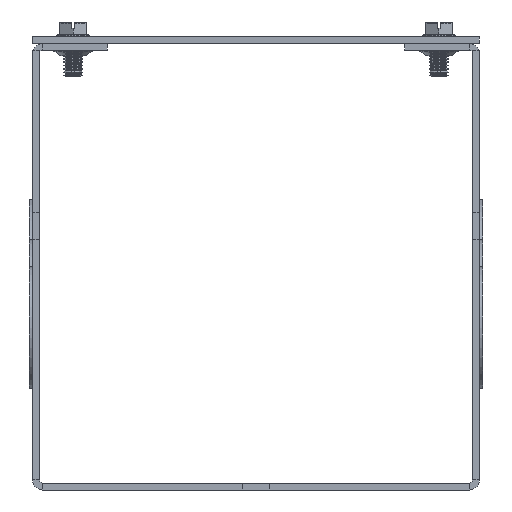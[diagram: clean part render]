
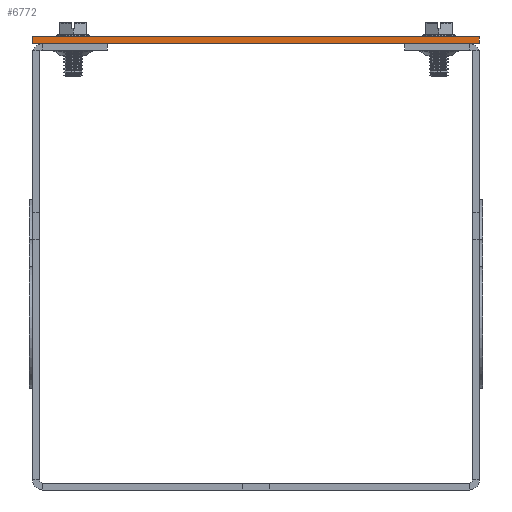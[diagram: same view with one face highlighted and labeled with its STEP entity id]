
A CAD part, left-side view. The second image highlights one B-rep face of the part: STEP entity #6772.
In plain terms, the highlighted face is planar.
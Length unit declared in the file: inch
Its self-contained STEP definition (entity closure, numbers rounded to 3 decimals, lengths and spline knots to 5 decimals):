
#435=LINE('',#11818,#731);
#437=LINE('',#11822,#733);
#438=LINE('',#11824,#734);
#439=LINE('',#11825,#735);
#731=VECTOR('',#9402,0.0625);
#733=VECTOR('',#9406,4.125);
#734=VECTOR('',#9407,0.0625);
#735=VECTOR('',#9408,4.125);
#962=PLANE('',#7572);
#1678=FACE_OUTER_BOUND('',#2389,.T.);
#2389=EDGE_LOOP('',(#5503,#5504,#5505,#5506));
#3447=VERTEX_POINT('',#11815);
#3448=VERTEX_POINT('',#11817);
#3449=VERTEX_POINT('',#11821);
#3450=VERTEX_POINT('',#11823);
#4180=EDGE_CURVE('',#3448,#3447,#435,.T.);
#4182=EDGE_CURVE('',#3447,#3449,#437,.T.);
#4183=EDGE_CURVE('',#3450,#3449,#438,.T.);
#4184=EDGE_CURVE('',#3450,#3448,#439,.T.);
#5503=ORIENTED_EDGE('',*,*,#4182,.T.);
#5504=ORIENTED_EDGE('',*,*,#4183,.F.);
#5505=ORIENTED_EDGE('',*,*,#4184,.T.);
#5506=ORIENTED_EDGE('',*,*,#4180,.T.);
#6772=ADVANCED_FACE('',(#1678),#962,.T.);
#7572=AXIS2_PLACEMENT_3D('',#11820,#9404,#9405);
#9402=DIRECTION('',(0.,0.,1.));
#9404=DIRECTION('center_axis',(1.,0.,0.));
#9405=DIRECTION('ref_axis',(0.,0.,-1.));
#9406=DIRECTION('',(0.,-1.,0.));
#9407=DIRECTION('',(0.,0.,1.));
#9408=DIRECTION('',(0.,1.,0.));
#11815=CARTESIAN_POINT('',(60.,4.125,0.0625));
#11817=CARTESIAN_POINT('',(60.,4.125,0.));
#11818=CARTESIAN_POINT('',(60.,4.125,0.));
#11820=CARTESIAN_POINT('Origin',(60.,4.125,0.));
#11821=CARTESIAN_POINT('',(60.,0.,0.0625));
#11822=CARTESIAN_POINT('',(60.,0.,0.0625));
#11823=CARTESIAN_POINT('',(60.,0.,0.));
#11824=CARTESIAN_POINT('',(60.,0.,0.));
#11825=CARTESIAN_POINT('',(60.,0.,0.));
